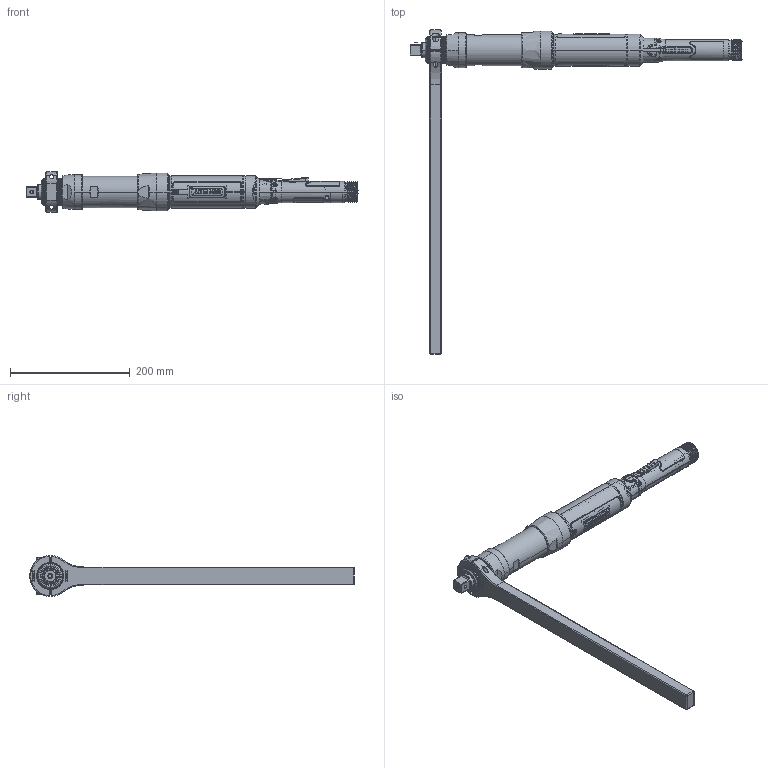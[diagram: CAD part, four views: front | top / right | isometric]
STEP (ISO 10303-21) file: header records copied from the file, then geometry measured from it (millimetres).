
FILE_DESCRIPTION((''),'2;1');
FILE_NAME('EB45LB2-190','2012-02-06T',('MAM0508'),(''),'PRO/ENGINEER BY PARAMETRIC TECHNOLOGY CORPORATION, 2010430','PRO/ENGINEER BY PARAMETRIC TECHNOLOGY CORPORATION, 2010430','');
FILE_SCHEMA(('CONFIG_CONTROL_DESIGN'));
Products named in the file (1): EB45LB2-190
Bounding box: 554.64 x 542.12 x 68.18 mm (x, y, z)
Surface area: 212718.1 mm2 (no closed solid volume)
Topology: 0 solids, 325 shells, 929 faces, 5223 edges, 4562 vertices
Faces by surface type: cylinder 373, plane 281, bspline 135, cone 69, torus 51, extrusion 17, sphere 3
Entity records: 69845 total; most frequent: CARTESIAN_POINT 34335, DIRECTION 6224, ORIENTED_EDGE 6141, EDGE_CURVE 5221, VERTEX_POINT 4562, VECTOR 2086, AXIS2_PLACEMENT_3D 2069, LINE 2069
